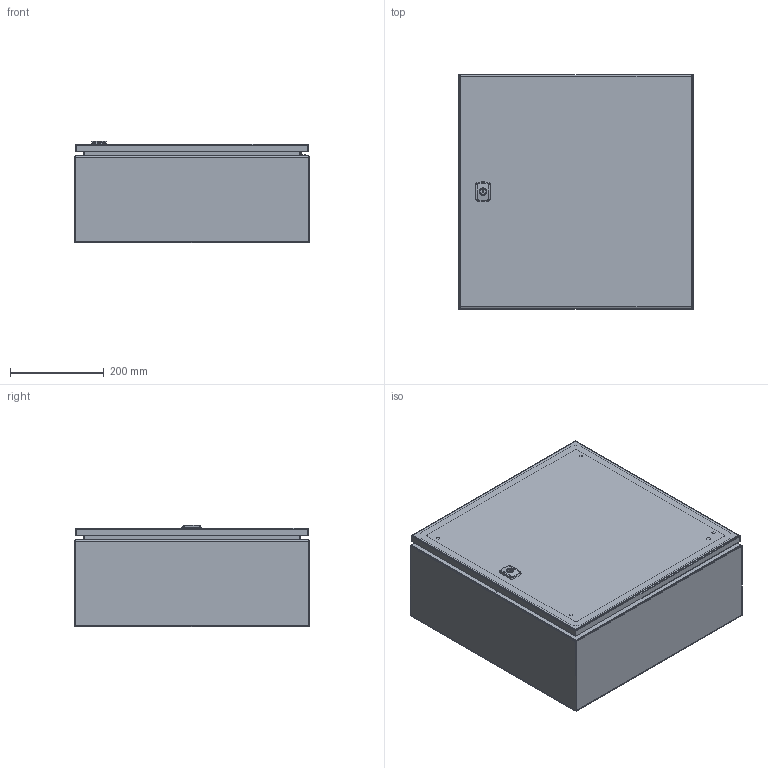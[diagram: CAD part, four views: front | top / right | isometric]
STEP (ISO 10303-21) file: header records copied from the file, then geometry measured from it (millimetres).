
FILE_DESCRIPTION( ( 'STEP AP214' ), '1' );
FILE_NAME( 'ASR0505021(1).stp', '2019-09-23T11:08:22', ( '' ), ( '' ), ' ', 'PARTsolutions', ' ' );
FILE_SCHEMA( ( 'AUTOMOTIVE_DESIGN { 1 0 10303 214 1 1 1 1 }' ) );
Length unit declared in the file: millimetre
Products named in the file (6): ASR0505021(1); _ASR0505021(1)_P1; _MMSH06SS(1)_right; _ADPS05050(1); _ALLS503_304(1,0,26.8); _AMP05050_MPL(1)
Assembly tree (6 placements, depth 2):
  ASR0505021(1)
    _ASR0505021(1)_P1
    _MMSH06SS(1)_right  x2
    _ADPS05050(1)
    _ALLS503_304(1,0,26.8)
    _AMP05050_MPL(1)
Bounding box: 500 x 500 x 217.03 mm (x, y, z)
Volume: 2037933.3 mm3; surface area: 2383871.6 mm2
Topology: 6 solids, 7 shells, 709 faces, 1643 edges, 1063 vertices
Faces by surface type: plane 413, cylinder 253, torus 23, cone 20
Full cylindrical faces by diameter (mm): 2 x56, 3 x1, 4.2 x4, 4.3 x2, 4.5 x12, 4.9 x4, 4.917 x1, 6 x9, 7 x4, 7.22 x1, 7.25 x5, 8 x6, 9 x11, 9.08 x5, 15.8 x1, 16 x6, 16.1 x1, 18 x1, 27 x1, 28.5 x1
Entity records: 24063 total; most frequent: CARTESIAN_POINT 3344, DIRECTION 3232, ORIENTED_EDGE 2782, EDGE_CURVE 1391, AXIS2_PLACEMENT_3D 1194, EDGE_LOOP 1012, VERTEX_POINT 999, LINE 844
